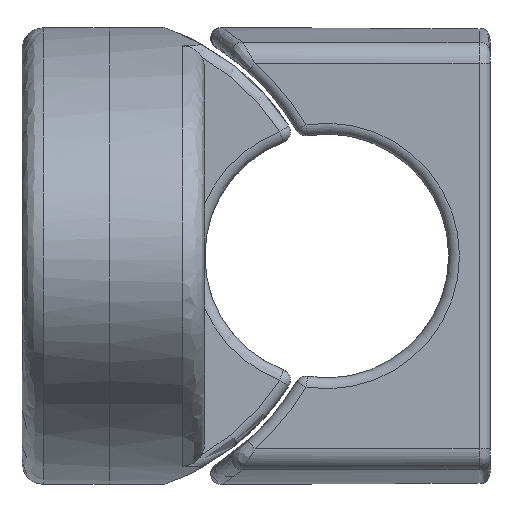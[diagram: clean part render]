
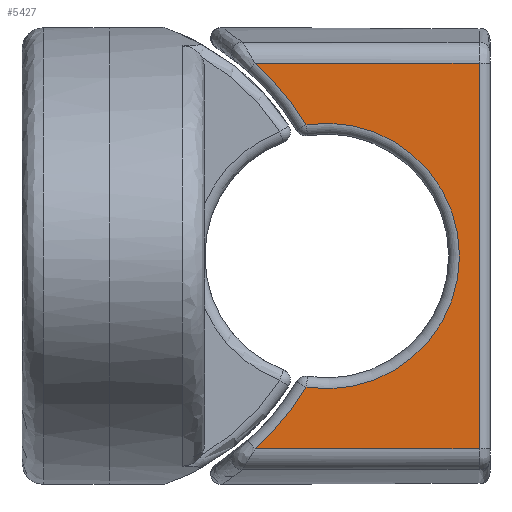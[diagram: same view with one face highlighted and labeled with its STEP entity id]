
A CAD part, left-side view. The second image highlights one B-rep face of the part: STEP entity #5427.
In plain terms, the highlighted planar face has unit normal (-1, 0, 0).
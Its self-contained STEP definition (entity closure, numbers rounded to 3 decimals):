
#145=PLANE('',#5784);
#342=LINE('',#9093,#657);
#345=LINE('',#9179,#660);
#347=LINE('',#9191,#662);
#657=VECTOR('',#6316,10.);
#660=VECTOR('',#6343,10.);
#662=VECTOR('',#6347,10.);
#948=CIRCLE('',#5785,23.6);
#949=CIRCLE('',#5786,12.2);
#950=CIRCLE('',#5787,23.6);
#1196=FACE_OUTER_BOUND('',#1525,.T.);
#1525=EDGE_LOOP('',(#4104,#4105,#4106,#4107,#4108,#4109));
#2307=VERTEX_POINT('',#9083);
#2309=VERTEX_POINT('',#9089);
#2319=VERTEX_POINT('',#9178);
#2321=VERTEX_POINT('',#9190);
#2322=VERTEX_POINT('',#9192);
#2323=VERTEX_POINT('',#9194);
#2955=EDGE_CURVE('',#2307,#2309,#342,.T.);
#2970=EDGE_CURVE('',#2309,#2319,#345,.T.);
#2973=EDGE_CURVE('',#2321,#2307,#347,.T.);
#2974=EDGE_CURVE('',#2322,#2321,#948,.T.);
#2975=EDGE_CURVE('',#2323,#2322,#949,.T.);
#2976=EDGE_CURVE('',#2319,#2323,#950,.T.);
#4104=ORIENTED_EDGE('',*,*,#2955,.F.);
#4105=ORIENTED_EDGE('',*,*,#2973,.F.);
#4106=ORIENTED_EDGE('',*,*,#2974,.F.);
#4107=ORIENTED_EDGE('',*,*,#2975,.F.);
#4108=ORIENTED_EDGE('',*,*,#2976,.F.);
#4109=ORIENTED_EDGE('',*,*,#2970,.F.);
#5427=ADVANCED_FACE('',(#1196),#145,.F.);
#5784=AXIS2_PLACEMENT_3D('',#9189,#6345,#6346);
#5785=AXIS2_PLACEMENT_3D('',#9193,#6348,#6349);
#5786=AXIS2_PLACEMENT_3D('',#9195,#6350,#6351);
#5787=AXIS2_PLACEMENT_3D('',#9196,#6352,#6353);
#6316=DIRECTION('',(0.,0.,-1.));
#6343=DIRECTION('',(0.,1.,0.));
#6345=DIRECTION('center_axis',(1.,0.,0.));
#6346=DIRECTION('ref_axis',(0.,0.,-1.));
#6347=DIRECTION('',(0.,-1.,0.));
#6348=DIRECTION('center_axis',(-1.,0.,0.));
#6349=DIRECTION('ref_axis',(0.,-0.763,0.646));
#6350=DIRECTION('center_axis',(-1.,0.,0.));
#6351=DIRECTION('ref_axis',(0.,-1.,0.));
#6352=DIRECTION('center_axis',(-1.,0.,0.));
#6353=DIRECTION('ref_axis',(0.,-0.763,-0.646));
#9083=CARTESIAN_POINT('',(-15.,-40.,17.691));
#9089=CARTESIAN_POINT('',(-15.,-40.,-17.691));
#9093=CARTESIAN_POINT('',(-15.,-40.,-7.5));
#9178=CARTESIAN_POINT('',(-15.,-19.42,-17.691));
#9179=CARTESIAN_POINT('',(-15.,-41.,-17.691));
#9189=CARTESIAN_POINT('Origin',(-15.,-30.583,0.));
#9190=CARTESIAN_POINT('',(-15.,-19.42,17.691));
#9191=CARTESIAN_POINT('',(-15.,-41.,17.691));
#9192=CARTESIAN_POINT('',(-15.,-24.092,12.05));
#9193=CARTESIAN_POINT('Origin',(-15.,-3.8,0.));
#9194=CARTESIAN_POINT('',(-15.,-24.092,-12.05));
#9195=CARTESIAN_POINT('Origin',(-15.,-26.,0.));
#9196=CARTESIAN_POINT('Origin',(-15.,-3.8,0.));
